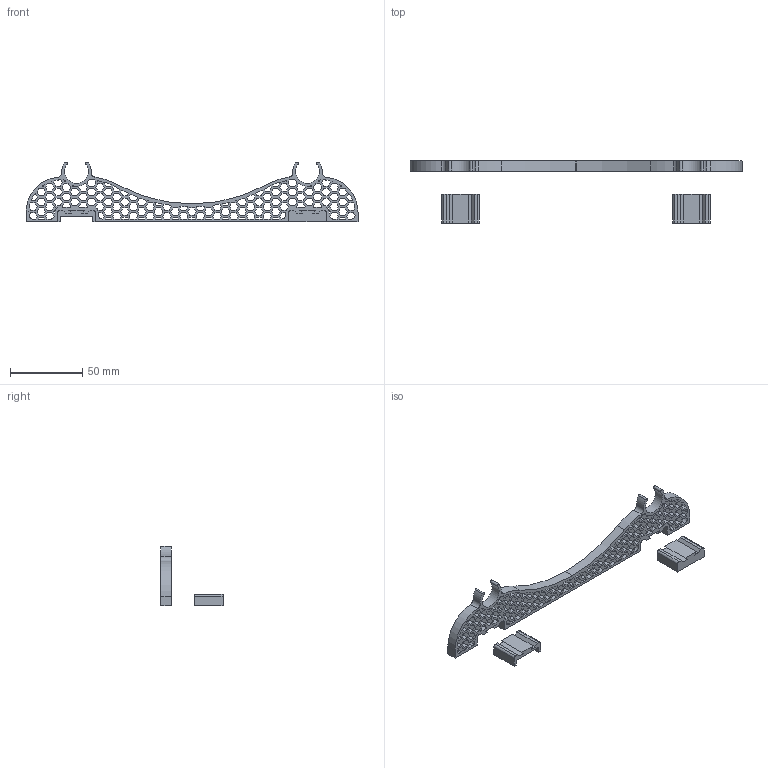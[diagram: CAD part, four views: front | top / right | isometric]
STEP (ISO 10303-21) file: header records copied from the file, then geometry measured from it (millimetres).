
FILE_DESCRIPTION(/* description */ (''),/* implementation_level */ '2;1');
FILE_NAME(/* name */ 'spool shaft holder v18.step',/* time_stamp */ '2024-06-01T07:33:38+02:00',/* author */ (''),/* organization */ (''),/* preprocessor_version */ 'ST-DEVELOPER v20',/* originating_system */ 'Autodesk Translation Framework v12.20.1.177',/* authorisation */ '');
FILE_SCHEMA (('AUTOMOTIVE_DESIGN { 1 0 10303 214 3 1 1 }'));
Length unit declared in the file: millimetre
Products named in the file (1): spool shaft holder
Bounding box: 230 x 43 x 41.5 mm (x, y, z)
Volume: 24814.3 mm3; surface area: 27989.7 mm2
Topology: 3 solids, 3 shells, 846 faces, 2520 edges, 1680 vertices
Faces by surface type: plane 753, cylinder 93
Entity records: 28541 total; most frequent: CARTESIAN_POINT 5047, ORIENTED_EDGE 5040, DIRECTION 4400, EDGE_CURVE 2520, LINE 2334, VECTOR 2334, VERTEX_POINT 1680, EDGE_LOOP 1116
